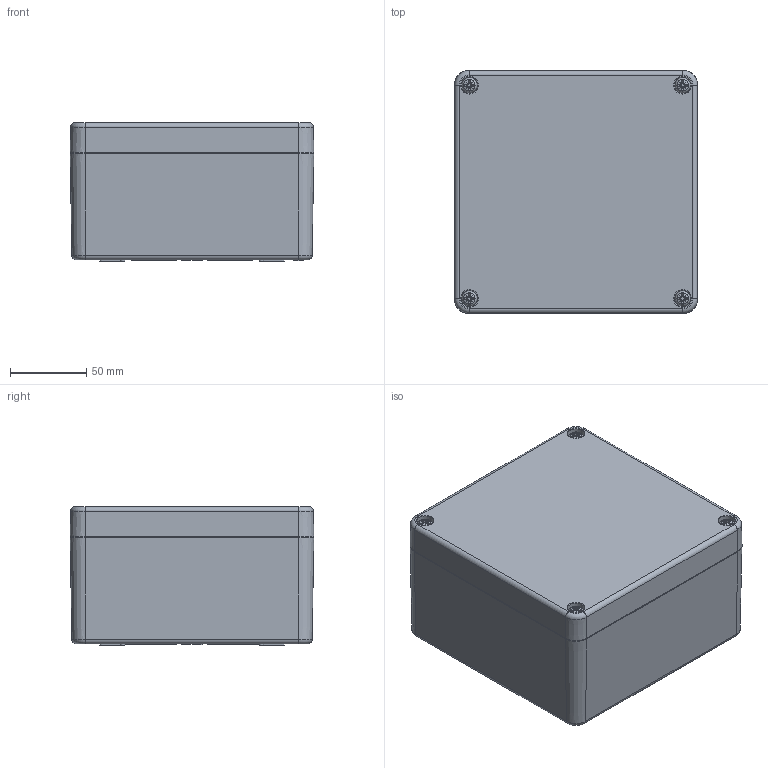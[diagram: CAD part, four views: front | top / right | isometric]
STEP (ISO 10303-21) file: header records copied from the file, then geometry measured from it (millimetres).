
FILE_DESCRIPTION((''),'2;1');
FILE_NAME('3211101250-MBP-Ex-leer_161690_VE.stp','2014-05-16T13:27:24',('robin.rentz'),(''),'Autodesk Inventor 2012','Autodesk Inventor 2012','');
FILE_SCHEMA(('AUTOMOTIVE_DESIGN { 1 0 10303 214 1 1 1 1 }'));
Length unit declared in the file: millimetre
Products named in the file (5): 3211101250-MBP-Ex-leer_161690_VE; 3211101250-UT_161690_VE; 3211101250-OT_161690_VE; Schraube BM 6x30; xxx-O-Ring-MBP_161690
Assembly tree (7 placements, depth 2):
  3211101250-MBP-Ex-leer_161690_VE
    3211101250-UT_161690_VE
    3211101250-OT_161690_VE
    Schraube BM 6x30  x4
    xxx-O-Ring-MBP_161690
Bounding box: 159.99 x 159.99 x 91 mm (x, y, z)
Volume: 710326 mm3; surface area: 230069.7 mm2
Topology: 7 solids, 7 shells, 1317 faces, 3248 edges, 2006 vertices
Faces by surface type: plane 473, cylinder 280, torus 220, bspline 204, cone 136, sphere 4
Full cylindrical faces by diameter (mm): 4.917 x4, 5 x4, 6 x4, 6.5 x4, 7.5 x4, 8 x4, 10 x8, 11 x4, 12 x4
Entity records: 36260 total; most frequent: CARTESIAN_POINT 9441, ORIENTED_EDGE 5596, DIRECTION 5236, EDGE_CURVE 2798, AXIS2_PLACEMENT_3D 1883, VERTEX_POINT 1780, VECTOR 1470, LINE 1470
